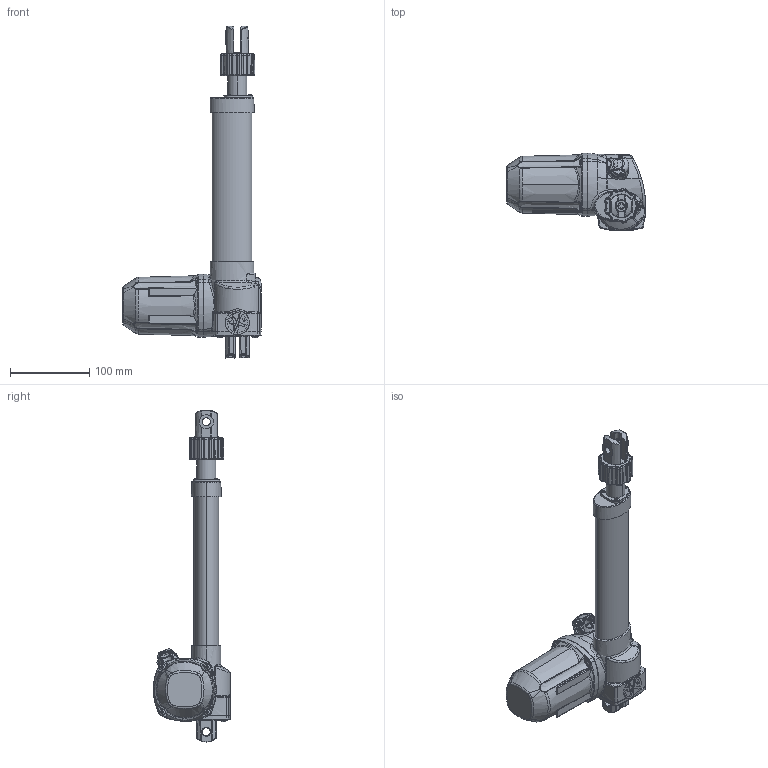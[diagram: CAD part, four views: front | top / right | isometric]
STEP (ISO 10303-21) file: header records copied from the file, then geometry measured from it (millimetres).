
FILE_DESCRIPTION (( 'STEP AP203' ), '1' );
FILE_NAME ('Meg 5 LR.STEP', '2012-12-14T09:14:21', ( 'admin' ), ( 'Hewlett-Packard Company' ), 'SwSTEP 2.0', 'SolidWorks 2012', '' );
FILE_SCHEMA (( 'CONFIG_CONTROL_DESIGN' ));
Products named in the file (1): Meg 5 LR
Bounding box: 175.49 x 98.39 x 419.8 mm (x, y, z)
Volume: 1211779.8 mm3; surface area: 114802.2 mm2
Topology: 1 solids, 2 shells, 2194 faces, 5493 edges, 3367 vertices
Faces by surface type: bspline 764, plane 603, cylinder 391, torus 213, cone 145, sphere 78
Entity records: 95183 total; most frequent: CARTESIAN_POINT 48602, ORIENTED_EDGE 10934, DIRECTION 8121, EDGE_CURVE 5467, VERTEX_POINT 3364, AXIS2_PLACEMENT_3D 3178, EDGE_LOOP 2299, FACE_OUTER_BOUND 2193
